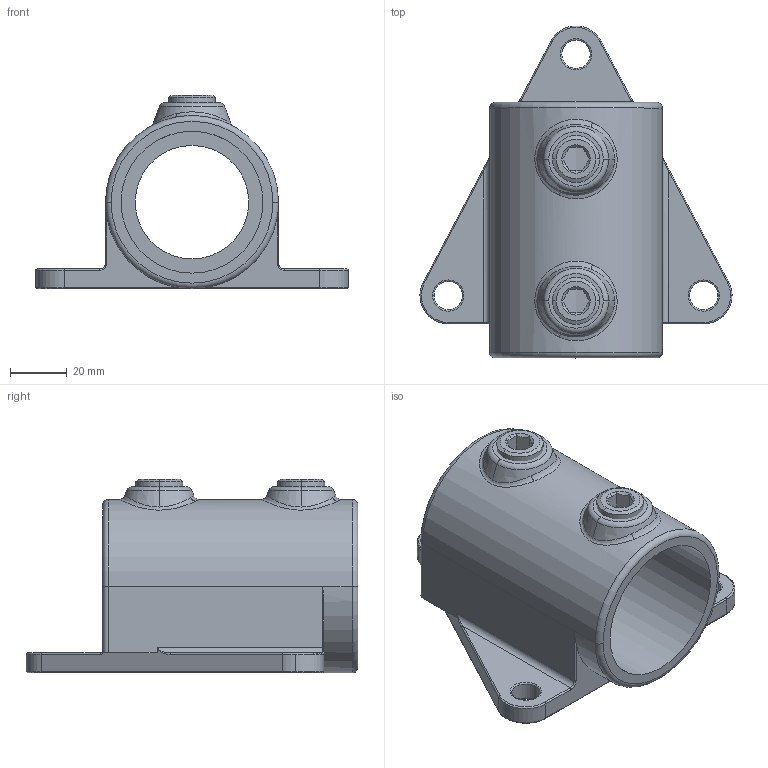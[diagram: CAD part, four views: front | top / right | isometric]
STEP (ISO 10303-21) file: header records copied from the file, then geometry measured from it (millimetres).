
FILE_DESCRIPTION (( 'STEP AP203' ), '1' );
FILE_NAME ('T14600.STEP', '2018-05-23T11:45:14', ( '' ), ( '' ), 'SwSTEP 2.0', 'SolidWorks 2016', '' );
FILE_SCHEMA (( 'CONFIG_CONTROL_DESIGN' ));
Length unit declared in the file: millimetre
Products named in the file (3): T14600; T19300
Assembly tree (3 placements, depth 2):
  T14600
    T14600
    T19300  x2
Bounding box: 110 x 116.97 x 68.2 mm (x, y, z)
Volume: 139293 mm3; surface area: 45550.1 mm2
Topology: 3 solids, 3 shells, 135 faces, 325 edges, 197 vertices
Faces by surface type: cylinder 41, plane 33, torus 31, cone 20, bspline 10
Entity records: 5172 total; most frequent: CARTESIAN_POINT 2139, DIRECTION 597, ORIENTED_EDGE 558, EDGE_CURVE 279, AXIS2_PLACEMENT_3D 255, VERTEX_POINT 169, CIRCLE 142, EDGE_LOOP 134
